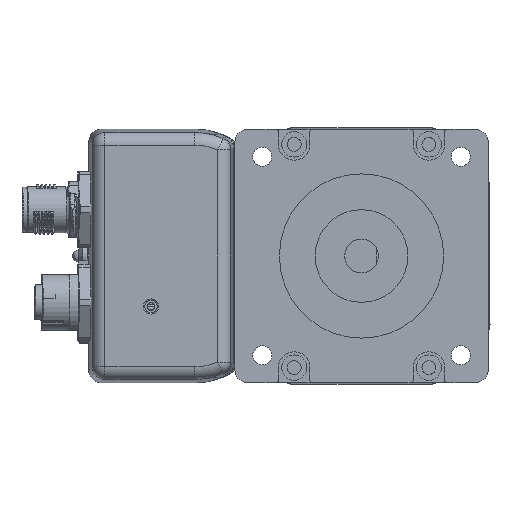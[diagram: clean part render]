
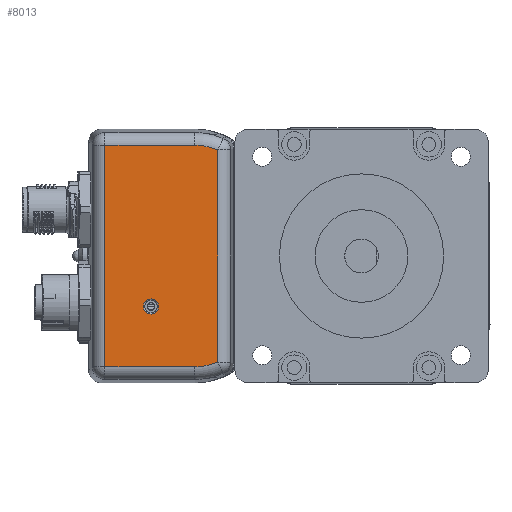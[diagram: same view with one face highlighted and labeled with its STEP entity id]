
A CAD part, front view. The second image highlights one B-rep face of the part: STEP entity #8013.
In plain terms, the highlighted planar face has unit normal (0, -1, 0).
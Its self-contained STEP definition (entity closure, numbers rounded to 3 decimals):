
#2602 = PLANE ( 'NONE',  #40501 ) ;
#2603 = CARTESIAN_POINT ( 'NONE',  ( -37.176, 50.391, -12.368 ) ) ;
#2604 = DIRECTION ( 'NONE',  ( 0., -1., 0. ) ) ;
#2605 = DIRECTION ( 'NONE',  ( 0., 0., 1. ) ) ;
#8013 = ADVANCED_FACE ( 'NONE', ( #52833, #52832 ), #2602, .T. ) ;
#11462 = CARTESIAN_POINT ( 'NONE',  ( -31.659, 50.391, 26.978 ) ) ;
#11463 = DIRECTION ( 'NONE',  ( 0., 0., 1. ) ) ;
#11521 = CARTESIAN_POINT ( 'NONE',  ( -37.176, 50.391, -12.368 ) ) ;
#11522 = DIRECTION ( 'NONE',  ( 0., -1., 0. ) ) ;
#11523 = DIRECTION ( 'NONE',  ( 0., 0., 1. ) ) ;
#11524 = CARTESIAN_POINT ( 'NONE',  ( -37.176, 50.391, 12.368 ) ) ;
#11525 = DIRECTION ( 'NONE',  ( 0., -1., 0. ) ) ;
#11526 = DIRECTION ( 'NONE',  ( 0., 0., 1. ) ) ;
#11527 = CARTESIAN_POINT ( 'NONE',  ( -37.176, 50.391, -26.318 ) ) ;
#11528 = DIRECTION ( 'NONE',  ( 1., 0., 0. ) ) ;
#11529 = CARTESIAN_POINT ( 'NONE',  ( -58.496, 50.391, -12.368 ) ) ;
#11530 = DIRECTION ( 'NONE',  ( 0., 0., -1. ) ) ;
#11537 = CARTESIAN_POINT ( 'NONE',  ( -47.54, 50.391, -12. ) ) ;
#11538 = DIRECTION ( 'NONE',  ( 0., 1., 0. ) ) ;
#11539 = DIRECTION ( 'NONE',  ( 0., 0., 1. ) ) ;
#11550 = CARTESIAN_POINT ( 'NONE',  ( -37.176, 50.391, 26.318 ) ) ;
#11551 = DIRECTION ( 'NONE',  ( -1., 0., 0. ) ) ;
#23495 = CARTESIAN_POINT ( 'NONE',  ( -31.659, 50.391, -25.181 ) ) ;
#23498 = CARTESIAN_POINT ( 'NONE',  ( -37.176, 50.391, -26.318 ) ) ;
#23500 = CARTESIAN_POINT ( 'NONE',  ( -58.496, 50.391, -26.318 ) ) ;
#23507 = CARTESIAN_POINT ( 'NONE',  ( -31.659, 50.391, 25.181 ) ) ;
#23509 = CARTESIAN_POINT ( 'NONE',  ( -37.176, 50.391, 26.318 ) ) ;
#23511 = CARTESIAN_POINT ( 'NONE',  ( -58.496, 50.391, 26.318 ) ) ;
#24177 = CARTESIAN_POINT ( 'NONE',  ( -47.54, 50.391, -10.2 ) ) ;
#26286 = VERTEX_POINT ( 'NONE', #24177 ) ;
#28089 = EDGE_CURVE ( 'NONE', #48853, #48861, #38708, .T. ) ;
#28109 = EDGE_CURVE ( 'NONE', #48855, #48853, #31140, .T. ) ;
#28110 = EDGE_CURVE ( 'NONE', #48861, #48862, #31092, .T. ) ;
#28111 = EDGE_CURVE ( 'NONE', #48856, #48855, #38745, .T. ) ;
#28112 = EDGE_CURVE ( 'NONE', #48866, #48856, #38747, .T. ) ;
#28115 = EDGE_CURVE ( 'NONE', #26286, #26286, #31179, .T. ) ;
#28120 = EDGE_CURVE ( 'NONE', #48862, #48866, #38753, .T. ) ;
#31092 = CIRCLE ( 'NONE', #31137, 13.951 ) ;
#31137 = AXIS2_PLACEMENT_3D ( 'NONE', #11524, #11525, #11526 ) ;
#31138 = AXIS2_PLACEMENT_3D ( 'NONE', #11521, #11522, #11523 ) ;
#31140 = CIRCLE ( 'NONE', #31138, 13.951 ) ;
#31172 = VECTOR ( 'NONE', #11463, 1000. ) ;
#31179 = CIRCLE ( 'NONE', #31180, 1.8 ) ;
#31180 = AXIS2_PLACEMENT_3D ( 'NONE', #11537, #11538, #11539 ) ;
#31184 = VECTOR ( 'NONE', #11530, 1000. ) ;
#31209 = VECTOR ( 'NONE', #11551, 1000. ) ;
#31210 = VECTOR ( 'NONE', #11528, 1000. ) ;
#34543 = ORIENTED_EDGE ( 'NONE', *, *, #28109, .T. ) ;
#34544 = ORIENTED_EDGE ( 'NONE', *, *, #28111, .T. ) ;
#34545 = ORIENTED_EDGE ( 'NONE', *, *, #28120, .T. ) ;
#34546 = ORIENTED_EDGE ( 'NONE', *, *, #28110, .T. ) ;
#34547 = ORIENTED_EDGE ( 'NONE', *, *, #28089, .T. ) ;
#34548 = ORIENTED_EDGE ( 'NONE', *, *, #28112, .T. ) ;
#34551 = ORIENTED_EDGE ( 'NONE', *, *, #28115, .T. ) ;
#38708 = LINE ( 'NONE', #11462, #31172 ) ;
#38745 = LINE ( 'NONE', #11527, #31210 ) ;
#38747 = LINE ( 'NONE', #11529, #31184 ) ;
#38753 = LINE ( 'NONE', #11550, #31209 ) ;
#40501 = AXIS2_PLACEMENT_3D ( 'NONE', #2603, #2604, #2605 ) ;
#46791 = EDGE_LOOP ( 'NONE', ( #34551 ) ) ;
#46807 = EDGE_LOOP ( 'NONE', ( #34547, #34546, #34545, #34548, #34544, #34543 ) ) ;
#48853 = VERTEX_POINT ( 'NONE', #23495 ) ;
#48855 = VERTEX_POINT ( 'NONE', #23498 ) ;
#48856 = VERTEX_POINT ( 'NONE', #23500 ) ;
#48861 = VERTEX_POINT ( 'NONE', #23507 ) ;
#48862 = VERTEX_POINT ( 'NONE', #23509 ) ;
#48866 = VERTEX_POINT ( 'NONE', #23511 ) ;
#52832 = FACE_OUTER_BOUND ( 'NONE', #46807, .T. ) ;
#52833 = FACE_BOUND ( 'NONE', #46791, .T. ) ;
